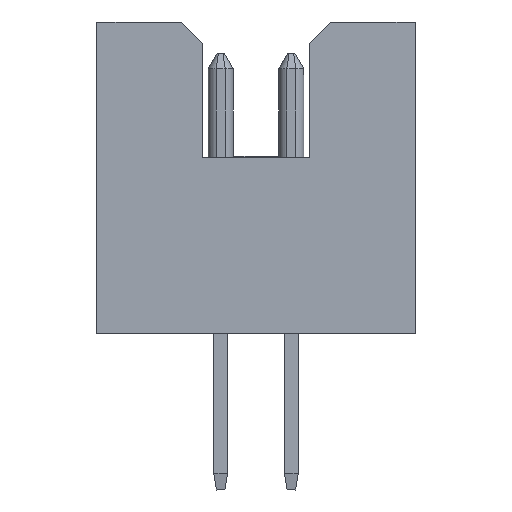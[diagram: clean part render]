
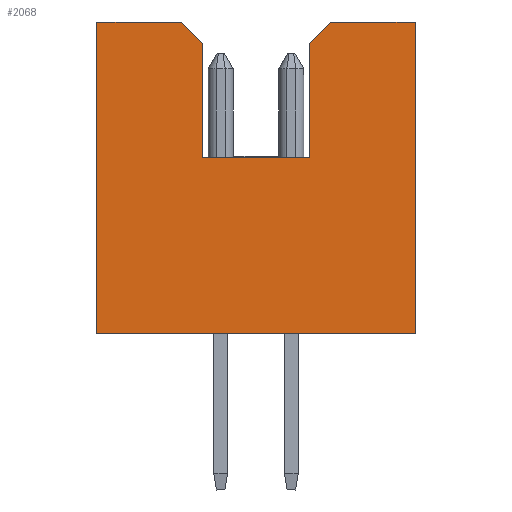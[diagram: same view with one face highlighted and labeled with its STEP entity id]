
A CAD part, left-side view. The second image highlights one B-rep face of the part: STEP entity #2068.
In plain terms, the highlighted planar face has unit normal (-1, 0, 0).
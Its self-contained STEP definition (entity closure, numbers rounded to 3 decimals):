
#1409=CARTESIAN_POINT('',(-1.59,-0.955,0.354));
#1410=VERTEX_POINT('',#1409);
#1418=CARTESIAN_POINT('',(-1.59,0.955,0.354));
#1419=VERTEX_POINT('',#1418);
#1426=CARTESIAN_POINT('',(-1.59,0.955,0.354));
#1427=DIRECTION('',(0.,-1.,0.));
#1428=VECTOR('',#1427,1.91);
#1429=LINE('',#1426,#1428);
#1430=EDGE_CURVE('',#1419,#1410,#1429,.T.);
#1441=CARTESIAN_POINT('',(-1.59,-0.955,2.414));
#1442=VERTEX_POINT('',#1441);
#1443=CARTESIAN_POINT('',(-1.59,-0.955,0.354));
#1444=DIRECTION('',(0.,0.,1.));
#1445=VECTOR('',#1444,2.06);
#1446=LINE('',#1443,#1445);
#1447=EDGE_CURVE('',#1410,#1442,#1446,.T.);
#1526=CARTESIAN_POINT('',(-1.59,0.955,2.414));
#1527=VERTEX_POINT('',#1526);
#1534=CARTESIAN_POINT('',(-1.59,0.955,2.414));
#1535=DIRECTION('',(0.,0.,-1.));
#1536=VECTOR('',#1535,2.06);
#1537=LINE('',#1534,#1536);
#1538=EDGE_CURVE('',#1527,#1419,#1537,.T.);
#1797=CARTESIAN_POINT('',(-1.59,-2.86,2.794));
#1798=VERTEX_POINT('',#1797);
#1805=CARTESIAN_POINT('',(-1.59,-2.86,-2.794));
#1806=VERTEX_POINT('',#1805);
#1807=CARTESIAN_POINT('',(-1.59,-2.86,2.794));
#1808=DIRECTION('',(0.,0.,-1.));
#1809=VECTOR('',#1808,5.588);
#1810=LINE('',#1807,#1809);
#1811=EDGE_CURVE('',#1798,#1806,#1810,.T.);
#1968=CARTESIAN_POINT('',(-1.59,2.86,-2.794));
#1969=VERTEX_POINT('',#1968);
#1970=CARTESIAN_POINT('',(-1.59,-2.86,-2.794));
#1971=DIRECTION('',(0.,1.,0.));
#1972=VECTOR('',#1971,5.72);
#1973=LINE('',#1970,#1972);
#1974=EDGE_CURVE('',#1806,#1969,#1973,.T.);
#2020=CARTESIAN_POINT('',(-1.59,0.,0.));
#2021=DIRECTION('',(0.,0.,-1.));
#2022=DIRECTION('',(-1.,-0.,-0.));
#2023=AXIS2_PLACEMENT_3D('',#2020,#2022,#2021);
#2024=PLANE('',#2023);
#2025=CARTESIAN_POINT('',(-1.59,-1.335,2.794));
#2026=VERTEX_POINT('',#2025);
#2027=CARTESIAN_POINT('',(-1.59,-2.86,2.794));
#2028=DIRECTION('',(0.,1.,0.));
#2029=VECTOR('',#2028,1.525);
#2030=LINE('',#2027,#2029);
#2031=EDGE_CURVE('',#1798,#2026,#2030,.T.);
#2032=ORIENTED_EDGE('',*,*,#2031,.T.);
#2033=CARTESIAN_POINT('',(-1.59,-1.335,2.794));
#2034=DIRECTION('',(0.,0.707,-0.707));
#2035=VECTOR('',#2034,0.537);
#2036=LINE('',#2033,#2035);
#2037=EDGE_CURVE('',#2026,#1442,#2036,.T.);
#2038=ORIENTED_EDGE('',*,*,#2037,.T.);
#2039=ORIENTED_EDGE('',*,*,#1447,.F.);
#2040=ORIENTED_EDGE('',*,*,#1430,.F.);
#2041=ORIENTED_EDGE('',*,*,#1538,.F.);
#2042=CARTESIAN_POINT('',(-1.59,1.335,2.794));
#2043=VERTEX_POINT('',#2042);
#2044=CARTESIAN_POINT('',(-1.59,0.955,2.414));
#2045=DIRECTION('',(0.,0.707,0.707));
#2046=VECTOR('',#2045,0.537);
#2047=LINE('',#2044,#2046);
#2048=EDGE_CURVE('',#1527,#2043,#2047,.T.);
#2049=ORIENTED_EDGE('',*,*,#2048,.T.);
#2050=CARTESIAN_POINT('',(-1.59,2.86,2.794));
#2051=VERTEX_POINT('',#2050);
#2052=CARTESIAN_POINT('',(-1.59,1.335,2.794));
#2053=DIRECTION('',(0.,1.,0.));
#2054=VECTOR('',#2053,1.525);
#2055=LINE('',#2052,#2054);
#2056=EDGE_CURVE('',#2043,#2051,#2055,.T.);
#2057=ORIENTED_EDGE('',*,*,#2056,.T.);
#2058=CARTESIAN_POINT('',(-1.59,2.86,2.794));
#2059=DIRECTION('',(0.,0.,-1.));
#2060=VECTOR('',#2059,5.588);
#2061=LINE('',#2058,#2060);
#2062=EDGE_CURVE('',#2051,#1969,#2061,.T.);
#2063=ORIENTED_EDGE('',*,*,#2062,.T.);
#2064=ORIENTED_EDGE('',*,*,#1974,.F.);
#2065=ORIENTED_EDGE('',*,*,#1811,.F.);
#2066=EDGE_LOOP('',(#2032,#2038,#2039,#2040,#2041,#2049,#2057,#2063,#2064,#2065));
#2067=FACE_OUTER_BOUND('',#2066,.T.);
#2068=ADVANCED_FACE('',(#2067),#2024,.T.);
